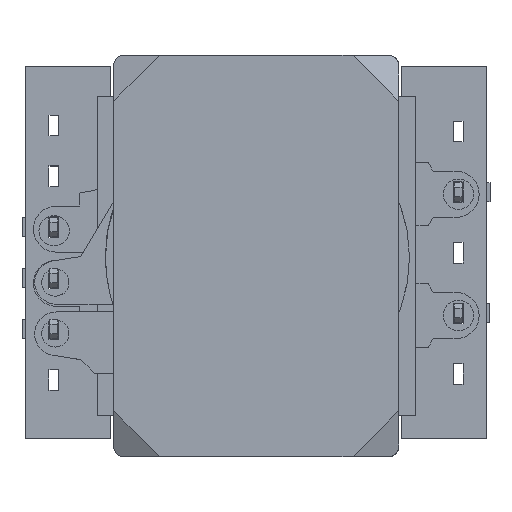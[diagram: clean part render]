
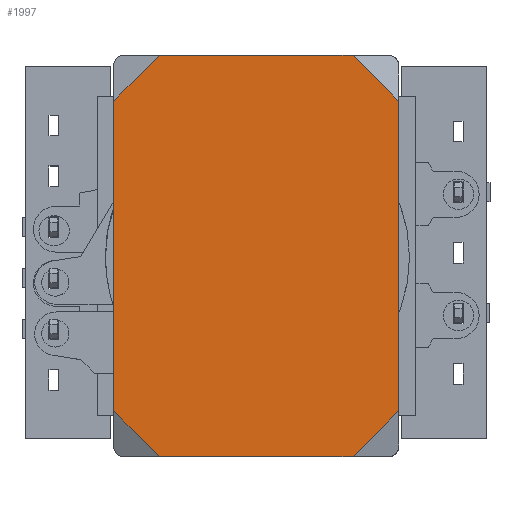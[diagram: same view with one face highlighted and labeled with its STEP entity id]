
A CAD part, top view. The second image highlights one B-rep face of the part: STEP entity #1997.
In plain terms, the highlighted planar face has unit normal (0, 0, 1).
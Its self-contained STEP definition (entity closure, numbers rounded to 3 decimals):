
#1997=ADVANCED_FACE('NONE',(#4764),#4765,.T.);
#2037=EDGE_CURVE('NONE',#4818,#4821,#4824,.T.);
#2043=EDGE_CURVE('NONE',#4826,#4829,#4832,.T.);
#2049=EDGE_CURVE('NONE',#4834,#4837,#4840,.T.);
#2055=EDGE_CURVE('NONE',#4842,#4845,#4848,.T.);
#2065=EDGE_CURVE('NONE',#4837,#4842,#4858,.T.);
#2067=EDGE_CURVE('NONE',#4845,#4826,#4860,.T.);
#2069=EDGE_CURVE('NONE',#4829,#4818,#4862,.T.);
#2071=EDGE_CURVE('NONE',#4821,#4834,#4864,.T.);
#4764=FACE_OUTER_BOUND('',#8602,.T.);
#4765=PLANE('',#8603);
#4818=VERTEX_POINT('NONE',#8681);
#4821=VERTEX_POINT('NONE',#8686);
#4824=LINE('',#8691,#8692);
#4826=VERTEX_POINT('NONE',#8695);
#4829=VERTEX_POINT('NONE',#8700);
#4832=LINE('',#8705,#8706);
#4834=VERTEX_POINT('NONE',#8709);
#4837=VERTEX_POINT('NONE',#8714);
#4840=LINE('',#8719,#8720);
#4842=VERTEX_POINT('NONE',#8723);
#4845=VERTEX_POINT('NONE',#8728);
#4848=LINE('',#8733,#8734);
#4858=LINE('',#8753,#8754);
#4860=LINE('',#8757,#8758);
#4862=LINE('',#8761,#8762);
#4864=LINE('',#8765,#8766);
#8602=EDGE_LOOP('',(#13923,#13924,#13925,#13926,#13927,#13928,#13929,#13930));
#8603=AXIS2_PLACEMENT_3D('',#13931,#13932,#13933);
#8681=CARTESIAN_POINT('',(6.096,-12.818,10.15));
#8686=CARTESIAN_POINT('',(8.966,-9.948,10.15));
#8691=CARTESIAN_POINT('',(11.181,-7.733,10.15));
#8692=VECTOR('',#13978,1.0);
#8695=CARTESIAN_POINT('',(-8.934,-9.948,10.15));
#8700=CARTESIAN_POINT('',(-6.064,-12.818,10.15));
#8705=CARTESIAN_POINT('',(-20.099,1.217,10.15));
#8706=VECTOR('',#13981,1.0);
#8709=CARTESIAN_POINT('',(8.966,9.512,10.15));
#8714=CARTESIAN_POINT('',(6.096,12.382,10.15));
#8719=CARTESIAN_POINT('',(-1.419,19.897,10.15));
#8720=VECTOR('',#13984,1.0);
#8723=CARTESIAN_POINT('',(-6.064,12.382,10.15));
#8728=CARTESIAN_POINT('',(-8.934,9.512,10.15));
#8733=CARTESIAN_POINT('',(-7.499,10.947,10.15));
#8734=VECTOR('',#13987,1.0);
#8753=CARTESIAN_POINT('',(-8.934,12.382,10.15));
#8754=VECTOR('',#13992,1.0);
#8757=CARTESIAN_POINT('',(-8.934,12.382,10.15));
#8758=VECTOR('',#13993,1.0);
#8761=CARTESIAN_POINT('',(-8.934,-12.818,10.15));
#8762=VECTOR('',#13994,1.0);
#8765=CARTESIAN_POINT('',(8.966,12.382,10.15));
#8766=VECTOR('',#13995,1.0);
#13923=ORIENTED_EDGE('',*,*,#2069,.T.);
#13924=ORIENTED_EDGE('',*,*,#2037,.T.);
#13925=ORIENTED_EDGE('',*,*,#2071,.T.);
#13926=ORIENTED_EDGE('',*,*,#2049,.T.);
#13927=ORIENTED_EDGE('',*,*,#2065,.T.);
#13928=ORIENTED_EDGE('',*,*,#2055,.T.);
#13929=ORIENTED_EDGE('',*,*,#2067,.T.);
#13930=ORIENTED_EDGE('',*,*,#2043,.T.);
#13931=CARTESIAN_POINT('',(-8.934,12.382,10.15));
#13932=DIRECTION('',(-0.0,0.0,1.0));
#13933=DIRECTION('',(1.0,-0.0,0.0));
#13978=DIRECTION('',(0.707,0.707,0.0));
#13981=DIRECTION('',(0.707,-0.707,0.0));
#13984=DIRECTION('',(-0.707,0.707,-0.0));
#13987=DIRECTION('',(-0.707,-0.707,0.0));
#13992=DIRECTION('',(-1.0,-0.0,-0.0));
#13993=DIRECTION('',(0.,-1.0,0.0));
#13994=DIRECTION('',(1.0,0.0,0.0));
#13995=DIRECTION('',(0.,1.0,-0.0));
